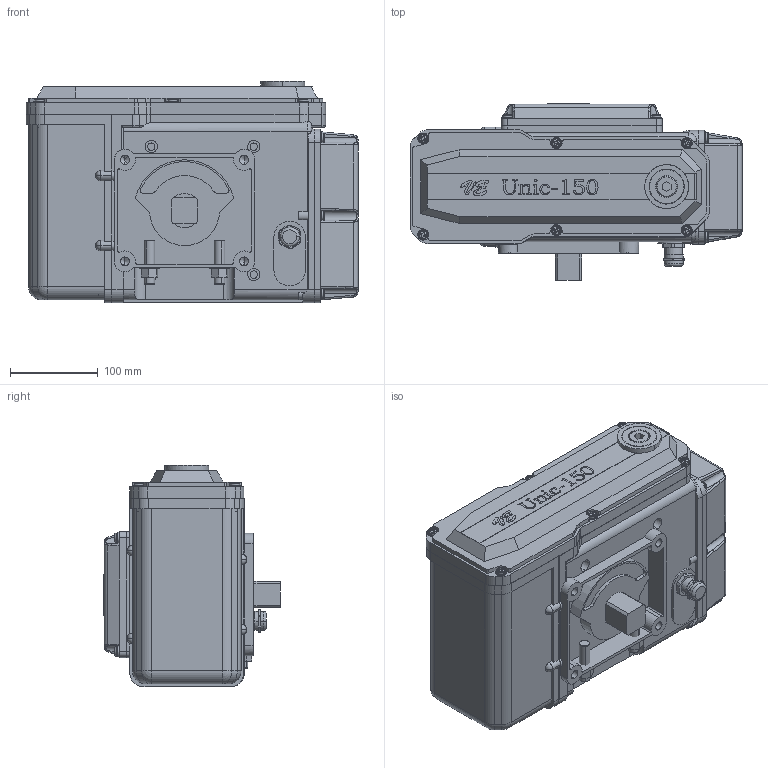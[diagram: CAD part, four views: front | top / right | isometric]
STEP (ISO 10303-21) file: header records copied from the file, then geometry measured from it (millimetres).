
FILE_DESCRIPTION (( 'STEP AP203' ), '1' );
FILE_NAME ('Unic-150.STEP', '2016-12-19T05:22:30', ( '梶山' ), ( 'コーエイ工業' ), 'SwSTEP 2.0', 'SolidWorks 2009', '' );
FILE_SCHEMA (( 'CONFIG_CONTROL_DESIGN' ));
Products named in the file (1): Unic-150
Bounding box: 379 x 201.5 x 252.5 mm (x, y, z)
Volume: 9528735.2 mm3; surface area: 818087.6 mm2
Topology: 49 solids, 49 shells, 1527 faces, 3953 edges, 2552 vertices
Faces by surface type: plane 674, cylinder 509, bspline 186, torus 59, cone 54, sphere 45
Entity records: 53974 total; most frequent: CARTESIAN_POINT 17173, ORIENTED_EDGE 7838, DIRECTION 7455, EDGE_CURVE 3919, AXIS2_PLACEMENT_3D 2734, VERTEX_POINT 2552, VECTOR 1987, LINE 1987
